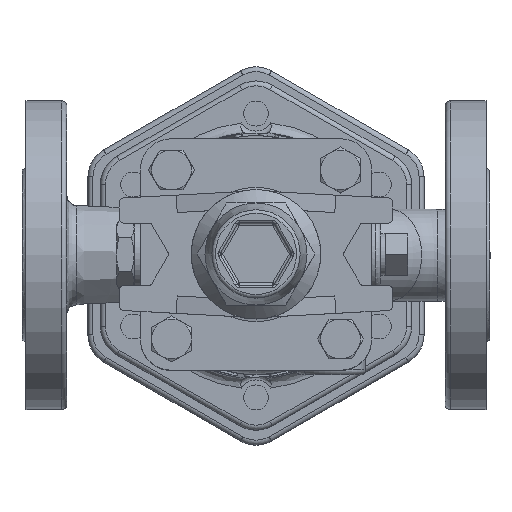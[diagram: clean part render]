
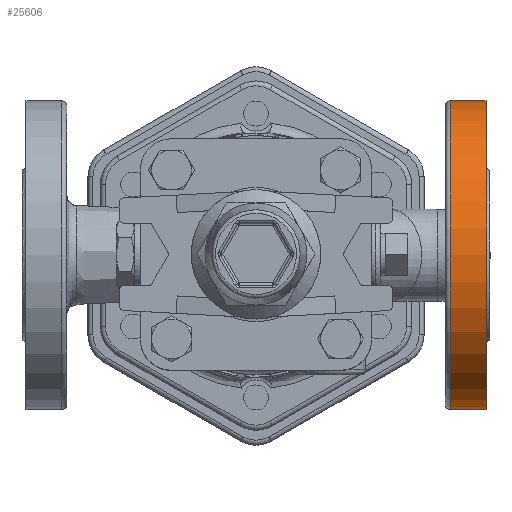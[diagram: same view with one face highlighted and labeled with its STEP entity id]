
A CAD part, top view. The second image highlights one B-rep face of the part: STEP entity #25606.
In plain terms, the highlighted cylindrical face has radius 62 mm (diameter 124 mm), a full revolution.
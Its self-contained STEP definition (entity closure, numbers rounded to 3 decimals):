
#25579=CARTESIAN_POINT('',(94.0,0.0,94.0));
#25580=DIRECTION('',(-1.0,0.0,0.));
#25581=DIRECTION('',(0.0,0.0,1.0));
#25582=AXIS2_PLACEMENT_3D('',#25579,#25580,#25581);
#25583=CYLINDRICAL_SURFACE('',#25582,62.0);
#25584=CARTESIAN_POINT('',(78.,0.,32.));
#25585=VERTEX_POINT('',#25584);
#25586=CARTESIAN_POINT('',(78.0,0.0,94.));
#25587=DIRECTION('',(-1.0,0.0,0.0));
#25588=DIRECTION('',(0.0,0.0,1.0));
#25589=AXIS2_PLACEMENT_3D('',#25586,#25587,#25588);
#25590=CIRCLE('',#25589,62.0);
#25591=EDGE_CURVE('',#25585,#25585,#25590,.T.);
#25592=ORIENTED_EDGE('',*,*,#25591,.F.);
#25593=EDGE_LOOP('',(#25592));
#25594=FACE_OUTER_BOUND('',#25593,.T.);
#25595=CARTESIAN_POINT('',(92.4,0.,32.0));
#25596=VERTEX_POINT('',#25595);
#25597=CARTESIAN_POINT('',(92.4,0.0,94.0));
#25598=DIRECTION('',(-1.0,0.0,0.0));
#25599=DIRECTION('',(0.0,0.0,1.0));
#25600=AXIS2_PLACEMENT_3D('',#25597,#25598,#25599);
#25601=CIRCLE('',#25600,62.0);
#25602=EDGE_CURVE('',#25596,#25596,#25601,.T.);
#25603=ORIENTED_EDGE('',*,*,#25602,.T.);
#25604=EDGE_LOOP('',(#25603));
#25605=FACE_BOUND('',#25604,.T.);
#25606=ADVANCED_FACE('',(#25594,#25605),#25583,.T.);
